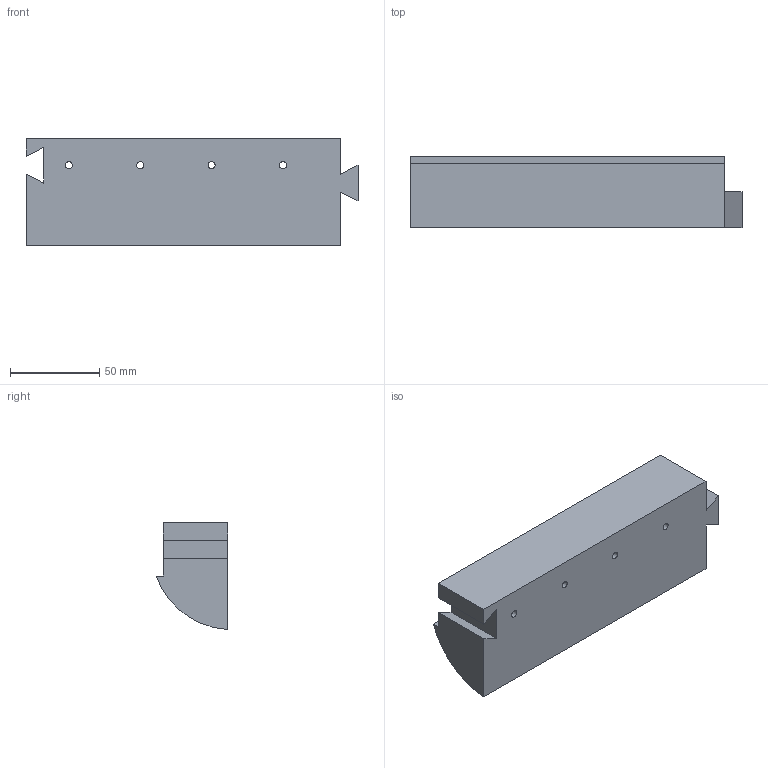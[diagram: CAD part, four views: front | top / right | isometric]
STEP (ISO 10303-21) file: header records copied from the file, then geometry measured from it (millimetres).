
FILE_DESCRIPTION(/* description */ (''),/* implementation_level */ '2;1');
FILE_NAME(/* name */ '',/* time_stamp */ '2025-05-08T15:44:47+03:00',/* author */ ('I9232'),/* organization */ (''),/* preprocessor_version */ 'ST-DEVELOPER v19.2',/* originating_system */ 'Autodesk Inventor 2023',/* authorisation */ '');
FILE_SCHEMA (('AUTOMOTIVE_DESIGN { 1 0 10303 214 3 1 1 }'));
Length unit declared in the file: millimetre
Products named in the file (1): Край задней 
части корпуса
Bounding box: 186 x 40 x 60 mm (x, y, z)
Volume: 336768.2 mm3; surface area: 39606.2 mm2
Topology: 1 solids, 1 shells, 19 faces, 51 edges, 34 vertices
Faces by surface type: plane 14, cylinder 5
Full cylindrical faces by diameter (mm): 4 x4
Entity records: 654 total; most frequent: CARTESIAN_POINT 105, ORIENTED_EDGE 102, DIRECTION 101, EDGE_CURVE 51, LINE 41, VECTOR 41, VERTEX_POINT 34, AXIS2_PLACEMENT_3D 30
